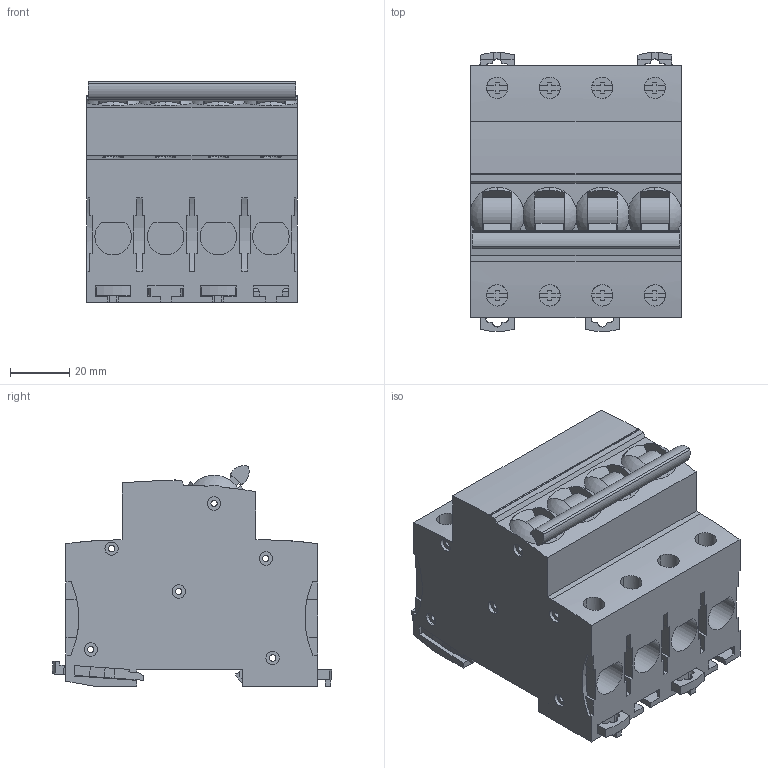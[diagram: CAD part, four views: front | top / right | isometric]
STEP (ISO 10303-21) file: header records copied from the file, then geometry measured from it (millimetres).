
FILE_DESCRIPTION((''),'2;1');
FILE_NAME('SB100445_S_ASM','2010-08-06T',('quickadmin'),(''),'PRO/ENGINEER BY PARAMETRIC TECHNOLOGY CORPORATION, 2006170','PRO/ENGINEER BY PARAMETRIC TECHNOLOGY CORPORATION, 2006170','');
FILE_SCHEMA(('CONFIG_CONTROL_DESIGN'));
Length unit declared in the file: millimetre
Products named in the file (6): COQUE_PRINCIPALE_4P; CLIP_2; CLIP_1; VIS_7_2; MANETTE_4; SB100445_S_ASM
Assembly tree (14 placements, depth 2):
  SB100445_S_ASM
    COQUE_PRINCIPALE_4P
    CLIP_2  x2
    CLIP_1  x2
    VIS_7_2  x8
    MANETTE_4
Bounding box: 70.8 x 93.9 x 74.23 mm (x, y, z)
Volume: 318463.7 mm3; surface area: 58740.6 mm2
Topology: 14 solids, 14 shells, 900 faces, 2525 edges, 1678 vertices
Faces by surface type: plane 722, cylinder 170, sphere 8
Entity records: 22554 total; most frequent: CARTESIAN_POINT 4375, ORIENTED_EDGE 3838, DIRECTION 3608, EDGE_CURVE 1919, VECTOR 1548, LINE 1548, VERTEX_POINT 1274, AXIS2_PLACEMENT_3D 1030
